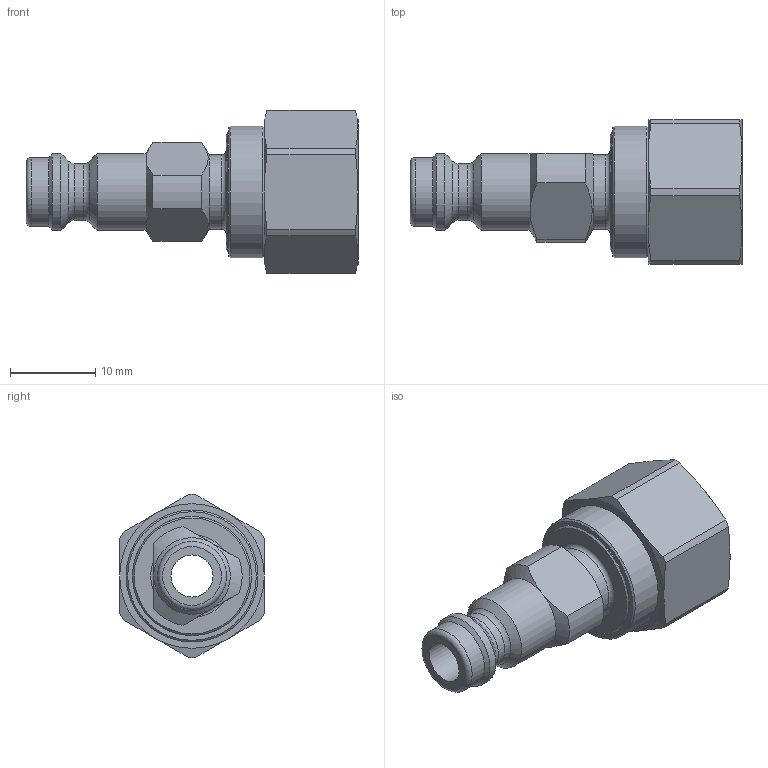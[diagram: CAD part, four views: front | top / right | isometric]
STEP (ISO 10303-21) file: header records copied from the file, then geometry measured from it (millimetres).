
FILE_DESCRIPTION(/* description */ ('STECKNIPPEL'),/* implementation_level */ '2;1');
FILE_NAME(/* name */ '21sfiw13mxx3.stp',/* time_stamp */ '2017-05-24T14:33:24+02:00',/* author */ ('IA176480'),/* organization */ (''),/* preprocessor_version */ 'ST-DEVELOPER v16.1',/* originating_system */ 'Autodesk Inventor 2016',/* authorisation */ '');
FILE_SCHEMA (('AUTOMOTIVE_DESIGN { 1 0 10303 214 3 1 1 }'));
Length unit declared in the file: millimetre
Products named in the file (3): 21SFIW13MXX3S; D103012; 21SFIW13MXX3
Assembly tree (2 placements, depth 2):
  21SFIW13MXX3
    21SFIW13MXX3S
    D103012
Bounding box: 39 x 17 x 19.15 mm (x, y, z)
Volume: 3584.3 mm3; surface area: 3215.9 mm2
Topology: 2 solids, 2 shells, 64 faces, 138 edges, 81 vertices
Faces by surface type: cone 24, cylinder 20, plane 16, torus 4
Full cylindrical faces by diameter (mm): 4.95 x1, 6.65 x1, 8.1 x1, 8.7 x1, 9 x2, 11.445 x1, 13.85 x1, 14 x1, 14.05 x1, 15.5 x1
Entity records: 1638 total; most frequent: CARTESIAN_POINT 328, DIRECTION 280, ORIENTED_EDGE 226, AXIS2_PLACEMENT_3D 131, EDGE_CURVE 113, EDGE_LOOP 95, VERTEX_POINT 80, FACE_OUTER_BOUND 64
